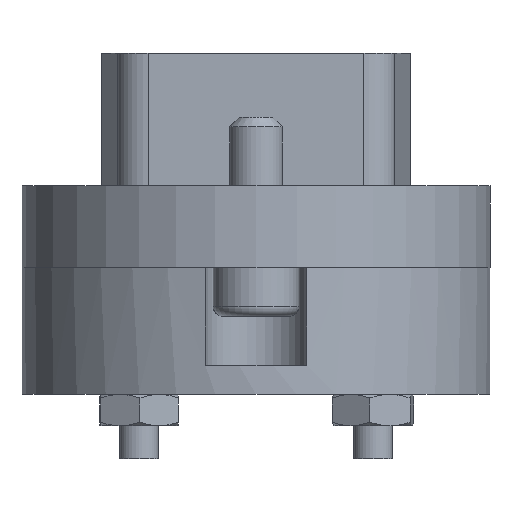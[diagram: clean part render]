
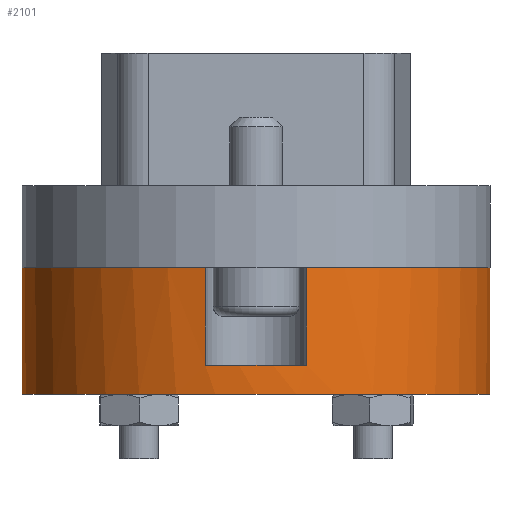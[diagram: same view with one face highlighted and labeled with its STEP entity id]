
A CAD part, front view. The second image highlights one B-rep face of the part: STEP entity #2101.
In plain terms, the highlighted cylindrical face has radius 12 mm (diameter 24 mm), a partial arc.
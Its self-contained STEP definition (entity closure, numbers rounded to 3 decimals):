
#67 = VERTEX_POINT ( 'NONE', #190 ) ;
#111 = ORIENTED_EDGE ( 'NONE', *, *, #5942, .T. ) ;
#155 = EDGE_CURVE ( 'NONE', #2976, #349, #4351, .T. ) ;
#190 = CARTESIAN_POINT ( 'NONE',  ( 2.6, -11.715, -5. ) ) ;
#271 = ORIENTED_EDGE ( 'NONE', *, *, #4909, .F. ) ;
#276 = CARTESIAN_POINT ( 'NONE',  ( 0., 0., -6.5 ) ) ;
#281 = CARTESIAN_POINT ( 'NONE',  ( 0., 0., 0. ) ) ;
#349 = VERTEX_POINT ( 'NONE', #6020 ) ;
#389 = DIRECTION ( 'NONE',  ( 1., 0., 0. ) ) ;
#392 = DIRECTION ( 'NONE',  ( 0., 0., 1. ) ) ;
#425 = ORIENTED_EDGE ( 'NONE', *, *, #6210, .F. ) ;
#427 = CARTESIAN_POINT ( 'NONE',  ( -2.6, -11.715, 0. ) ) ;
#745 = ORIENTED_EDGE ( 'NONE', *, *, #7007, .T. ) ;
#1150 = CARTESIAN_POINT ( 'NONE',  ( 12., 0., 0. ) ) ;
#1817 = CARTESIAN_POINT ( 'NONE',  ( 12., 0., -6.5 ) ) ;
#1832 = CARTESIAN_POINT ( 'NONE',  ( 0., 0., 0. ) ) ;
#2091 = DIRECTION ( 'NONE',  ( 1., 0., 0. ) ) ;
#2101 = ADVANCED_FACE ( 'NONE', ( #3374 ), #3133, .T. ) ;
#2114 = VERTEX_POINT ( 'NONE', #5903 ) ;
#2476 = EDGE_CURVE ( 'NONE', #67, #349, #8723, .T. ) ;
#2736 = VECTOR ( 'NONE', #392, 1000. ) ;
#2791 = CIRCLE ( 'NONE', #8477, 12. ) ;
#2796 = EDGE_CURVE ( 'NONE', #5974, #2976, #2791, .T. ) ;
#2847 = ORIENTED_EDGE ( 'NONE', *, *, #2796, .F. ) ;
#2976 = VERTEX_POINT ( 'NONE', #427 ) ;
#3027 = EDGE_CURVE ( 'NONE', #2114, #8226, #7559, .T. ) ;
#3133 = CYLINDRICAL_SURFACE ( 'NONE', #5815, 12. ) ;
#3257 = DIRECTION ( 'NONE',  ( 0., 0., 1. ) ) ;
#3374 = FACE_OUTER_BOUND ( 'NONE', #4902, .T. ) ;
#3403 = LINE ( 'NONE', #1817, #8984 ) ;
#3542 = DIRECTION ( 'NONE',  ( 0., 0., -1. ) ) ;
#3748 = DIRECTION ( 'NONE',  ( 1., 0., 0. ) ) ;
#3758 = AXIS2_PLACEMENT_3D ( 'NONE', #7198, #3542, #2091 ) ;
#3890 = AXIS2_PLACEMENT_3D ( 'NONE', #281, #5371, #6199 ) ;
#3909 = DIRECTION ( 'NONE',  ( 0., 0., 1. ) ) ;
#4125 = VECTOR ( 'NONE', #9041, 1000. ) ;
#4313 = VECTOR ( 'NONE', #5831, 1000. ) ;
#4351 = LINE ( 'NONE', #6800, #4125 ) ;
#4356 = ORIENTED_EDGE ( 'NONE', *, *, #155, .F. ) ;
#4373 = CARTESIAN_POINT ( 'NONE',  ( 2.6, -11.715, -6.5 ) ) ;
#4468 = VERTEX_POINT ( 'NONE', #5311 ) ;
#4652 = CIRCLE ( 'NONE', #5386, 12. ) ;
#4685 = CARTESIAN_POINT ( 'NONE',  ( -12., 0., 0. ) ) ;
#4728 = CARTESIAN_POINT ( 'NONE',  ( -12., 0., -6.5 ) ) ;
#4902 = EDGE_LOOP ( 'NONE', ( #271, #745, #111, #5456, #425, #7844, #4356, #2847 ) ) ;
#4909 = EDGE_CURVE ( 'NONE', #4468, #5974, #8328, .T. ) ;
#5281 = VERTEX_POINT ( 'NONE', #7894 ) ;
#5311 = CARTESIAN_POINT ( 'NONE',  ( -12., 0., -6.5 ) ) ;
#5371 = DIRECTION ( 'NONE',  ( 0., 0., 1. ) ) ;
#5386 = AXIS2_PLACEMENT_3D ( 'NONE', #5659, #3909, #5772 ) ;
#5456 = ORIENTED_EDGE ( 'NONE', *, *, #3027, .F. ) ;
#5659 = CARTESIAN_POINT ( 'NONE',  ( 0., 0., -6.5 ) ) ;
#5772 = DIRECTION ( 'NONE',  ( 1., 0., 0. ) ) ;
#5815 = AXIS2_PLACEMENT_3D ( 'NONE', #276, #6396, #389 ) ;
#5831 = DIRECTION ( 'NONE',  ( 0., 0., 1. ) ) ;
#5903 = CARTESIAN_POINT ( 'NONE',  ( 2.6, -11.715, 0. ) ) ;
#5942 = EDGE_CURVE ( 'NONE', #5281, #8226, #3403, .T. ) ;
#5974 = VERTEX_POINT ( 'NONE', #4685 ) ;
#6020 = CARTESIAN_POINT ( 'NONE',  ( -2.6, -11.715, -5. ) ) ;
#6195 = DIRECTION ( 'NONE',  ( 0., 0., 1. ) ) ;
#6199 = DIRECTION ( 'NONE',  ( 1., 0., 0. ) ) ;
#6210 = EDGE_CURVE ( 'NONE', #67, #2114, #6722, .T. ) ;
#6396 = DIRECTION ( 'NONE',  ( 0., 0., 1. ) ) ;
#6722 = LINE ( 'NONE', #4373, #4313 ) ;
#6800 = CARTESIAN_POINT ( 'NONE',  ( -2.6, -11.715, -6.5 ) ) ;
#7007 = EDGE_CURVE ( 'NONE', #4468, #5281, #4652, .T. ) ;
#7198 = CARTESIAN_POINT ( 'NONE',  ( 0., 0., -5. ) ) ;
#7559 = CIRCLE ( 'NONE', #3890, 12. ) ;
#7844 = ORIENTED_EDGE ( 'NONE', *, *, #2476, .T. ) ;
#7894 = CARTESIAN_POINT ( 'NONE',  ( 12., 0., -6.5 ) ) ;
#8226 = VERTEX_POINT ( 'NONE', #1150 ) ;
#8328 = LINE ( 'NONE', #4728, #2736 ) ;
#8477 = AXIS2_PLACEMENT_3D ( 'NONE', #1832, #6195, #3748 ) ;
#8723 = CIRCLE ( 'NONE', #3758, 12. ) ;
#8984 = VECTOR ( 'NONE', #3257, 1000. ) ;
#9041 = DIRECTION ( 'NONE',  ( 0., 0., -1. ) ) ;
